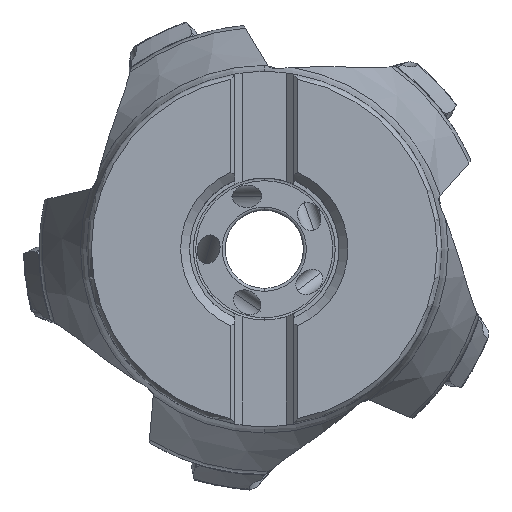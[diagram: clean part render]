
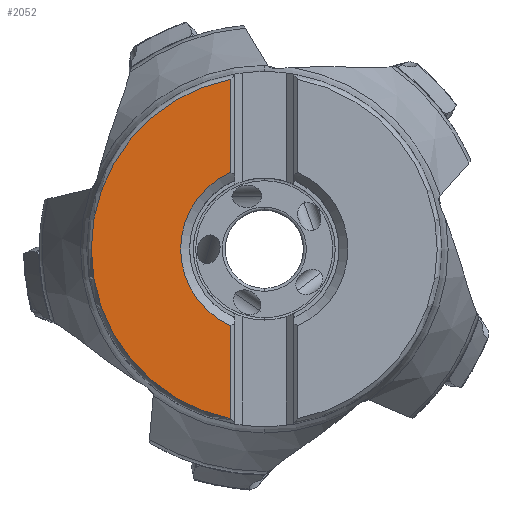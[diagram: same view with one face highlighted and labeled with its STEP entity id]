
A CAD part, top view. The second image highlights one B-rep face of the part: STEP entity #2052.
In plain terms, the highlighted planar face has unit normal (0, 0, 1).
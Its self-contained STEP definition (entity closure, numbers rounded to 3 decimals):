
#156=PLANE('',#13213);
#661=LINE('',#20312,#1204);
#662=LINE('',#20316,#1205);
#1204=VECTOR('',#15072,1.);
#1205=VECTOR('',#15075,1.);
#2052=ADVANCED_FACE('',(#2816),#156,.F.);
#2816=FACE_OUTER_BOUND('',#3512,.T.);
#3512=EDGE_LOOP('',(#5410,#5411,#5412,#5413,#5414));
#4216=CIRCLE('',#13209,23.213);
#4217=CIRCLE('',#13210,23.213);
#4218=CIRCLE('',#13212,11.225);
#5410=ORIENTED_EDGE('',*,*,#10587,.F.);
#5411=ORIENTED_EDGE('',*,*,#10588,.F.);
#5412=ORIENTED_EDGE('',*,*,#10589,.F.);
#5413=ORIENTED_EDGE('',*,*,#10586,.F.);
#5414=ORIENTED_EDGE('',*,*,#10585,.F.);
#9177=VERTEX_POINT('',#20287);
#9181=VERTEX_POINT('',#20307);
#9182=VERTEX_POINT('',#20309);
#9183=VERTEX_POINT('',#20313);
#9184=VERTEX_POINT('',#20315);
#10585=EDGE_CURVE('',#9181,#9182,#4216,.T.);
#10586=EDGE_CURVE('',#9182,#9177,#4217,.T.);
#10587=EDGE_CURVE('',#9183,#9181,#661,.T.);
#10588=EDGE_CURVE('',#9184,#9183,#4218,.T.);
#10589=EDGE_CURVE('',#9177,#9184,#662,.T.);
#13209=AXIS2_PLACEMENT_3D('',#20308,#15066,#15067);
#13210=AXIS2_PLACEMENT_3D('',#20310,#15068,#15069);
#13212=AXIS2_PLACEMENT_3D('',#20314,#15073,#15074);
#13213=AXIS2_PLACEMENT_3D('',#20317,#15076,#15077);
#15066=DIRECTION('',(0.,0.,-1.));
#15067=DIRECTION('',(-0.193,-0.981,0.));
#15068=DIRECTION('',(0.,0.,-1.));
#15069=DIRECTION('',(-1.,0.002,0.));
#15072=DIRECTION('',(0.,-1.,0.));
#15073=DIRECTION('',(0.,0.,1.));
#15074=DIRECTION('',(-0.398,0.917,0.));
#15075=DIRECTION('',(0.,-1.,0.));
#15076=DIRECTION('',(0.,0.,-1.));
#15077=DIRECTION('',(1.,0.,0.));
#20287=CARTESIAN_POINT('',(-4.47,22.778,0.));
#20307=CARTESIAN_POINT('',(-4.47,-22.778,0.));
#20308=CARTESIAN_POINT('',(0.,0.,0.));
#20309=CARTESIAN_POINT('',(-23.212,0.049,0.));
#20310=CARTESIAN_POINT('',(0.,0.,0.));
#20312=CARTESIAN_POINT('',(-4.47,-10.297,0.));
#20313=CARTESIAN_POINT('',(-4.47,-10.297,0.));
#20314=CARTESIAN_POINT('',(0.,0.,0.));
#20315=CARTESIAN_POINT('',(-4.47,10.297,0.));
#20316=CARTESIAN_POINT('',(-4.47,22.778,0.));
#20317=CARTESIAN_POINT('',(50.,38.787,0.));
